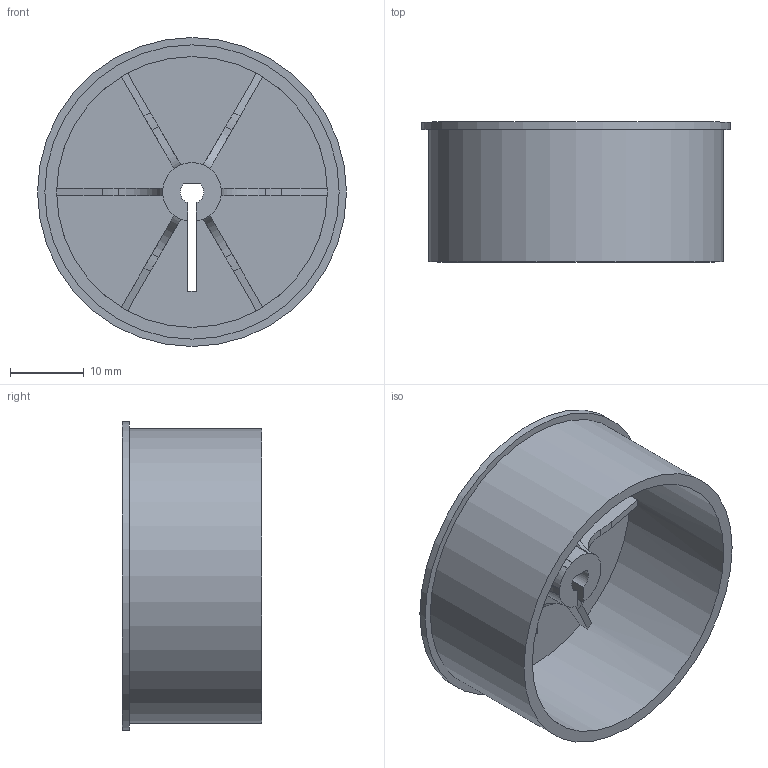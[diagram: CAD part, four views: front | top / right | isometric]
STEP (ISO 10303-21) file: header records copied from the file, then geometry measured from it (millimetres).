
FILE_DESCRIPTION(('FreeCAD Model'),'2;1');
FILE_NAME('Open CASCADE Shape Model','2025-10-02T17:22:53',('Author'),( ''),'Open CASCADE STEP processor 7.8','FreeCAD','Unknown');
FILE_SCHEMA(('AUTOMOTIVE_DESIGN { 1 0 10303 214 1 1 1 1 }'));
Length unit declared in the file: millimetre
Products named in the file (1): Wheel
Bounding box: 42 x 19 x 42 mm (x, y, z)
Volume: 5450.2 mm3; surface area: 8045.2 mm2
Topology: 1 solids, 1 shells, 56 faces, 159 edges, 106 vertices
Faces by surface type: plane 32, cylinder 24
Full cylindrical faces by diameter (mm): 36.8 x1, 40 x1, 42 x1
Entity records: 1869 total; most frequent: DIRECTION 333, CARTESIAN_POINT 322, ORIENTED_EDGE 318, EDGE_CURVE 159, AXIS2_PLACEMENT_3D 117, VERTEX_POINT 106, LINE 99, VECTOR 99
